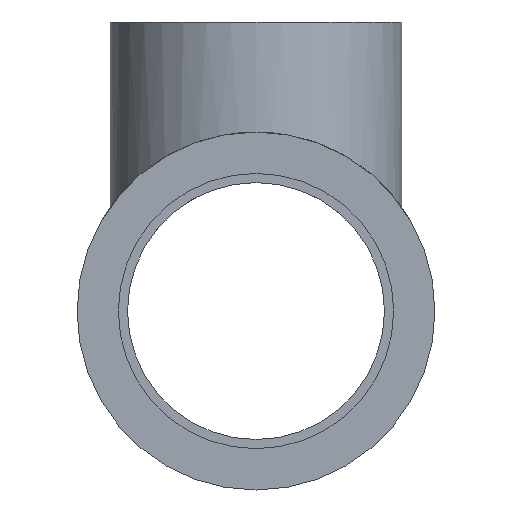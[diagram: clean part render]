
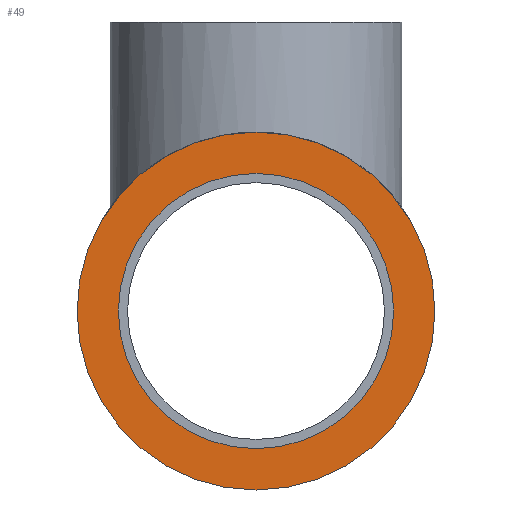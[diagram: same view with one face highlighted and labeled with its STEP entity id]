
A CAD part, left-side view. The second image highlights one B-rep face of the part: STEP entity #49.
In plain terms, the highlighted planar face has unit normal (-1, 0, 0).
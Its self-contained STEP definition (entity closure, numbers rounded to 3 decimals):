
#49 = ADVANCED_FACE( '', ( #104, #105 ), #106, .F. );
#104 = FACE_BOUND( '', #165, .T. );
#105 = FACE_OUTER_BOUND( '', #166, .T. );
#106 = PLANE( '', #167 );
#165 = EDGE_LOOP( '', ( #232 ) );
#166 = EDGE_LOOP( '', ( #233 ) );
#167 = AXIS2_PLACEMENT_3D( '', #234, #235, #236 );
#232 = ORIENTED_EDGE( '', *, *, #291, .T. );
#233 = ORIENTED_EDGE( '', *, *, #292, .F. );
#234 = CARTESIAN_POINT( '', ( -83.5, 0., 0. ) );
#235 = DIRECTION( '', ( 1., 0., 0. ) );
#236 = DIRECTION( '', ( 0., 0., -1. ) );
#291 = EDGE_CURVE( '', #327, #327, #328, .T. );
#292 = EDGE_CURVE( '', #329, #329, #330, .T. );
#327 = VERTEX_POINT( '', #480 );
#328 = CIRCLE( '', #481, 25. );
#329 = VERTEX_POINT( '', #482 );
#330 = CIRCLE( '', #483, 32.5 );
#480 = CARTESIAN_POINT( '', ( -83.5, 0., -25. ) );
#481 = AXIS2_PLACEMENT_3D( '', #655, #656, #657 );
#482 = CARTESIAN_POINT( '', ( -83.5, 32.5, 0. ) );
#483 = AXIS2_PLACEMENT_3D( '', #658, #659, #660 );
#655 = CARTESIAN_POINT( '', ( -83.5, 0., 0. ) );
#656 = DIRECTION( '', ( 1., 0., 0. ) );
#657 = DIRECTION( '', ( 0., 0., -1. ) );
#658 = CARTESIAN_POINT( '', ( -83.5, 0., 0. ) );
#659 = DIRECTION( '', ( 1., 0., 0. ) );
#660 = DIRECTION( '', ( 0., 1., 0. ) );
